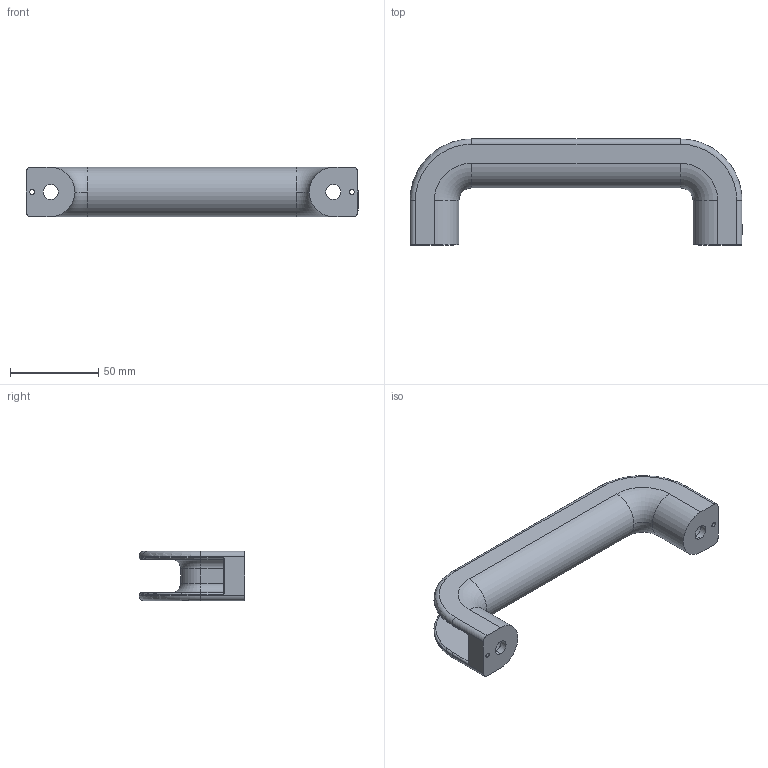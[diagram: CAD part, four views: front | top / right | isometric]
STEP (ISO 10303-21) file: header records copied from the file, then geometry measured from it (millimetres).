
FILE_DESCRIPTION (( 'STEP AP203' ), '1' );
FILE_NAME ('402750012_c_1.STEP', '2022-07-13T14:44:41', ( '' ), ( '' ), 'SwSTEP 2.0', 'SolidWorks 2014', '' );
FILE_SCHEMA (( 'CONFIG_CONTROL_DESIGN' ));
Length unit declared in the file: millimetre
Products named in the file (1): 402750012_c_1
Bounding box: 188 x 60 x 28 mm (x, y, z)
Volume: 64934.8 mm3; surface area: 33945.3 mm2
Topology: 1 solids, 1 shells, 141 faces, 337 edges, 196 vertices
Faces by surface type: torus 49, cylinder 47, plane 41, bspline 4
Entity records: 6154 total; most frequent: CARTESIAN_POINT 2853, DIRECTION 700, ORIENTED_EDGE 666, EDGE_CURVE 333, AXIS2_PLACEMENT_3D 288, VERTEX_POINT 196, EDGE_LOOP 151, CIRCLE 150
